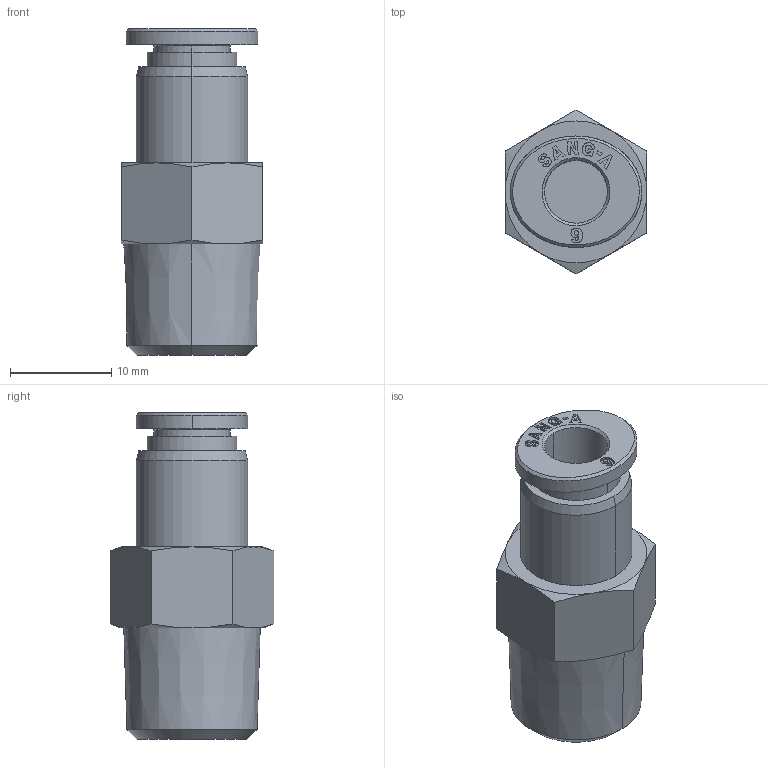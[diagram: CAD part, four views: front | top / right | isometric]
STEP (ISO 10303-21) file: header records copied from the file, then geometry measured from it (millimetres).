
FILE_DESCRIPTION((''),'2;1');
FILE_NAME('GPCVC 0602.stp','2017-07-11T14:09:47',(''),(''),'Mechanical Desktop 2009','Mechanical Desktop 2009',', , ');
FILE_SCHEMA(('CONFIG_CONTROL_DESIGN'));
Length unit declared in the file: millimetre
Products named in the file (2): GPCVC 0602; ºÎÇ°1
Assembly tree (1 placements, depth 2):
  GPCVC 0602
    ºÎÇ°1
Bounding box: 14 x 16.17 x 32.25 mm (x, y, z)
Volume: 3504.3 mm3; surface area: 2034.7 mm2
Topology: 1 solids, 1 shells, 235 faces, 631 edges, 414 vertices
Faces by surface type: plane 178, bspline 22, cone 20, cylinder 15
Entity records: 8018 total; most frequent: CARTESIAN_POINT 2112, ORIENTED_EDGE 1262, DIRECTION 1117, EDGE_CURVE 631, VECTOR 511, LINE 511, VERTEX_POINT 414, AXIS2_PLACEMENT_3D 303
